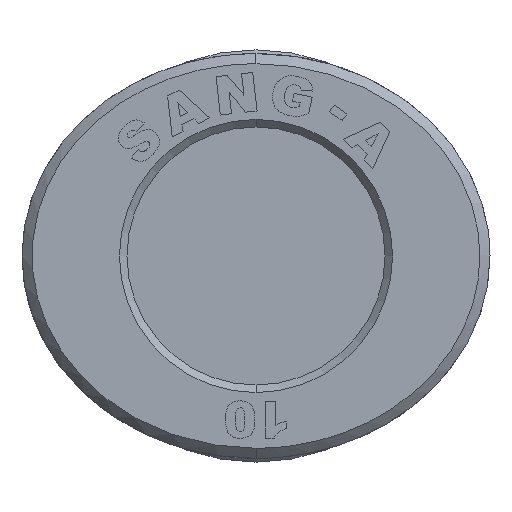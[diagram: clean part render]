
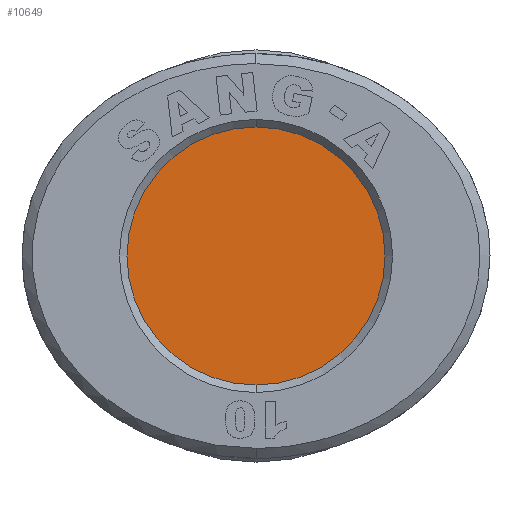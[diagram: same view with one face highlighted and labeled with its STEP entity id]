
A CAD part, left-side view. The second image highlights one B-rep face of the part: STEP entity #10649.
In plain terms, the highlighted planar face has unit normal (-1, 0, 0).
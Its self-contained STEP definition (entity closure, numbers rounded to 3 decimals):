
#3100 = AXIS2_PLACEMENT_3D ( 'NONE', #8148, #16794, #10488 ) ;
#3337 = AXIS2_PLACEMENT_3D ( 'NONE', #16972, #14853, #16606 ) ;
#3872 = CIRCLE ( 'NONE', #3100, 5.1 ) ;
#5246 = FACE_OUTER_BOUND ( 'NONE', #9905, .T. ) ;
#7017 = PLANE ( 'NONE',  #8300 ) ;
#8148 = CARTESIAN_POINT ( 'NONE',  ( -14.854, 0., 0. ) ) ;
#8300 = AXIS2_PLACEMENT_3D ( 'NONE', #11311, #21877, #26103 ) ;
#8839 = EDGE_CURVE ( 'NONE', #13736, #26403, #15335, .T. ) ;
#9905 = EDGE_LOOP ( 'NONE', ( #22425, #18832 ) ) ;
#10488 = DIRECTION ( 'NONE',  ( 0., 1., 0. ) ) ;
#10649 = ADVANCED_FACE ( 'NONE', ( #5246 ), #7017, .F. ) ;
#11311 = CARTESIAN_POINT ( 'NONE',  ( -14.854, 0., 0. ) ) ;
#13736 = VERTEX_POINT ( 'NONE', #25520 ) ;
#14853 = DIRECTION ( 'NONE',  ( -1., 0., 0. ) ) ;
#15335 = CIRCLE ( 'NONE', #3337, 5.1 ) ;
#16606 = DIRECTION ( 'NONE',  ( 0., 1., 0. ) ) ;
#16794 = DIRECTION ( 'NONE',  ( -1., 0., 0. ) ) ;
#16972 = CARTESIAN_POINT ( 'NONE',  ( -14.854, 0., 0. ) ) ;
#18285 = EDGE_CURVE ( 'NONE', #26403, #13736, #3872, .T. ) ;
#18832 = ORIENTED_EDGE ( 'NONE', *, *, #18285, .T. ) ;
#19157 = CARTESIAN_POINT ( 'NONE',  ( -14.854, -5.1, 0. ) ) ;
#21877 = DIRECTION ( 'NONE',  ( 1., 0., 0. ) ) ;
#22425 = ORIENTED_EDGE ( 'NONE', *, *, #8839, .T. ) ;
#25520 = CARTESIAN_POINT ( 'NONE',  ( -14.854, 5.1, 0. ) ) ;
#26103 = DIRECTION ( 'NONE',  ( 0., 0., -1. ) ) ;
#26403 = VERTEX_POINT ( 'NONE', #19157 ) ;
